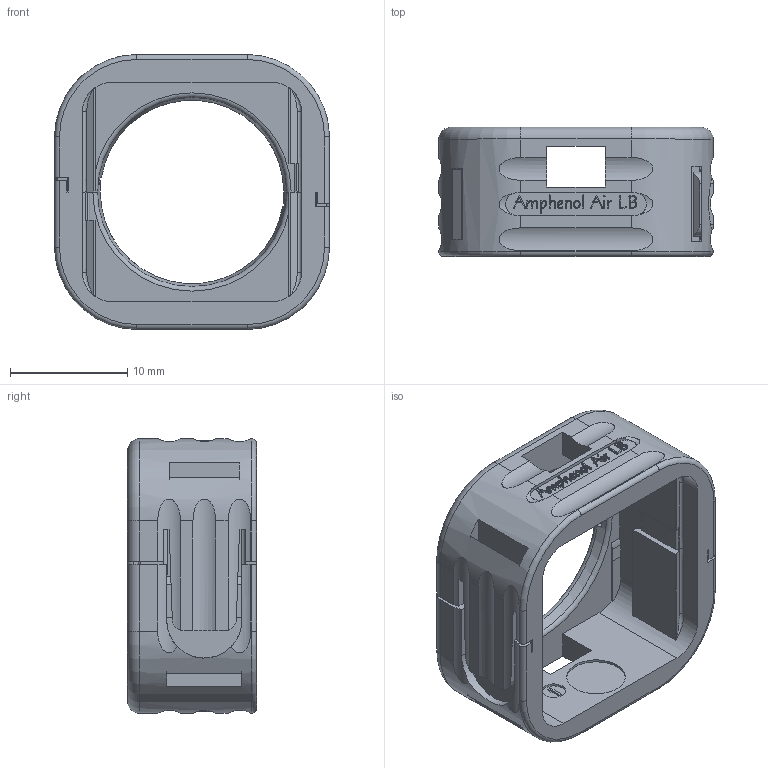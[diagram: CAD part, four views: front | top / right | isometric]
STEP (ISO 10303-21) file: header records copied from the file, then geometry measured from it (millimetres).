
FILE_DESCRIPTION((''),'2;1');
FILE_NAME('SIM2S2A10','2019-09-18T',('presta_be4'),(''),'PRO/ENGINEER BY PARAMETRIC TECHNOLOGY CORPORATION, 2014310','PRO/ENGINEER BY PARAMETRIC TECHNOLOGY CORPORATION, 2014310','');
FILE_SCHEMA(('CONFIG_CONTROL_DESIGN'));
Length unit declared in the file: millimetre
Products named in the file (1): SIM2S2A10
Bounding box: 23.4 x 11 x 23.4 mm (x, y, z)
Volume: 1798.3 mm3; surface area: 2897.7 mm2
Topology: 1 solids, 1 shells, 800 faces, 2228 edges, 1462 vertices
Faces by surface type: plane 372, extrusion 322, cylinder 76, bspline 16, torus 12, cone 2
Entity records: 28160 total; most frequent: CARTESIAN_POINT 9020, ORIENTED_EDGE 4440, DIRECTION 2888, EDGE_CURVE 2220, VECTOR 1612, VERTEX_POINT 1462, LINE 1290, B_SPLINE_CURVE_WITH_KNOTS 1076
